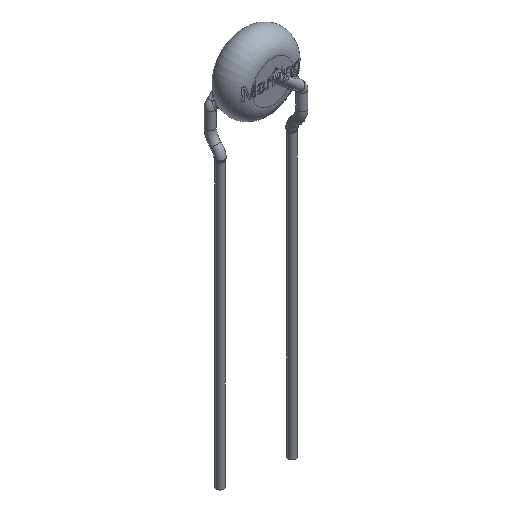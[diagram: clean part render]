
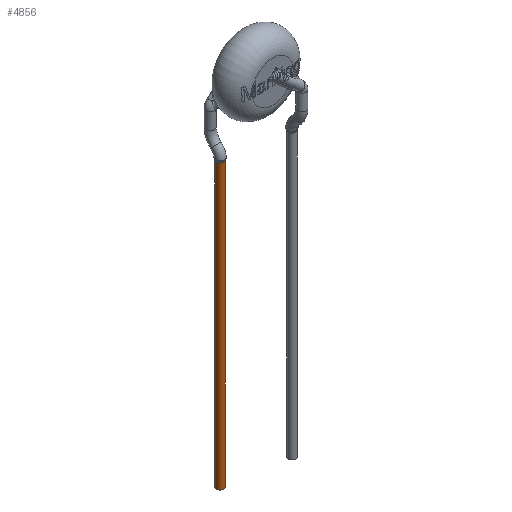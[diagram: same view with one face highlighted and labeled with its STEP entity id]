
A CAD part, isometric view. The second image highlights one B-rep face of the part: STEP entity #4856.
In plain terms, the highlighted cylindrical face has radius 0.3 mm (diameter 0.6 mm), a full revolution.
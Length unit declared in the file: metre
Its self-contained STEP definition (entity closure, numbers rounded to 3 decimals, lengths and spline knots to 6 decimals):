
#65=CIRCLE('',#5065,0.0003);
#67=CIRCLE('',#5069,0.0003);
#1160=ORIENTED_EDGE('',*,*,#2042,.T.);
#1161=ORIENTED_EDGE('',*,*,#2038,.F.);
#2038=EDGE_CURVE('',#2476,#2476,#65,.T.);
#2042=EDGE_CURVE('',#2480,#2480,#67,.T.);
#2476=VERTEX_POINT('',#7611);
#2480=VERTEX_POINT('',#7678);
#3007=EDGE_LOOP('',(#1160));
#3008=EDGE_LOOP('',(#1161));
#3222=FACE_BOUND('',#3007,.T.);
#3223=FACE_BOUND('',#3008,.T.);
#3330=CYLINDRICAL_SURFACE('',#5070,0.0003);
#4856=ADVANCED_FACE('',(#3222,#3223),#3330,.T.);
#5065=AXIS2_PLACEMENT_3D('',#7610,#5551,#5552);
#5069=AXIS2_PLACEMENT_3D('',#7677,#5559,#5560);
#5070=AXIS2_PLACEMENT_3D('',#7679,#5561,#5562);
#5551=DIRECTION('',(0.,0.,1.));
#5552=DIRECTION('',(1.,0.,0.));
#5559=DIRECTION('',(0.,0.,1.));
#5560=DIRECTION('',(0.,1.,0.));
#5561=DIRECTION('',(0.,0.,1.));
#5562=DIRECTION('',(1.,0.,0.));
#7610=CARTESIAN_POINT('',(-0.0025,0.0004,-0.005132));
#7611=CARTESIAN_POINT('',(-0.0022,0.0004,-0.005132));
#7677=CARTESIAN_POINT('',(-0.0025,0.0004,-0.028));
#7678=CARTESIAN_POINT('',(-0.0025,0.0007,-0.028));
#7679=CARTESIAN_POINT('',(-0.0025,0.0004,-0.028));
